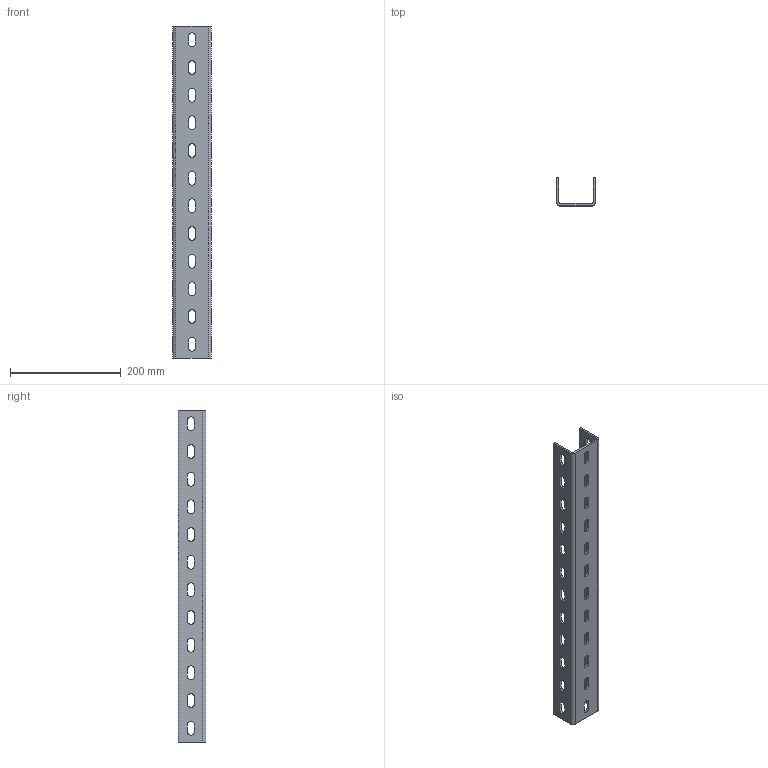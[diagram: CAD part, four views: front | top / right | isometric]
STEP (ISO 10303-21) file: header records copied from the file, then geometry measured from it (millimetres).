
FILE_DESCRIPTION (( 'STEP AP214' ), '1' );
FILE_NAME ('Äåòàë600.STEP', '2023-04-03T09:01:34', ( '' ), ( '' ), 'SwSTEP 2.0', 'SolidWorks 2022', '' );
FILE_SCHEMA (( 'AUTOMOTIVE_DESIGN' ));
Length unit declared in the file: millimetre
Products named in the file (1): Детал600
Bounding box: 70 x 50 x 600 mm (x, y, z)
Volume: 340387.8 mm3; surface area: 185517.3 mm2
Topology: 1 solids, 1 shells, 194 faces, 576 edges, 384 vertices
Faces by surface type: cylinder 112, plane 82
Entity records: 6762 total; most frequent: DIRECTION 1190, CARTESIAN_POINT 1155, ORIENTED_EDGE 1152, EDGE_CURVE 576, AXIS2_PLACEMENT_3D 419, VERTEX_POINT 384, VECTOR 352, LINE 352
